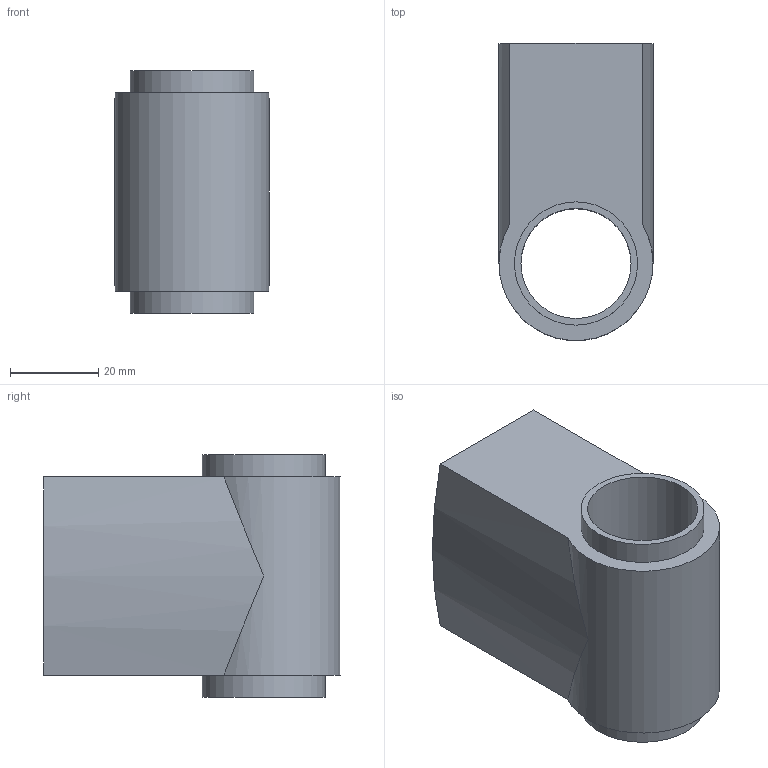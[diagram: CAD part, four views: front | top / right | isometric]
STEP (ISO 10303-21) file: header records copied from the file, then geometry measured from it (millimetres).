
FILE_DESCRIPTION(/* description */ ('STEP AP214'),/* implementation_level */ '2;1');
FILE_NAME(/* name */ '67f7220fb2acff2e7002c78c',/* time_stamp */ '2025-04-10T01:42:40Z',/* author */ (''),/* organization */ (''),/* preprocessor_version */ 'ST-DEVELOPER v20',/* originating_system */ 'ONSHAPE BY PTC INC, 1.196',/* authorisation */ ' ');
FILE_SCHEMA (('AUTOMOTIVE_DESIGN {1 0 10303 214 3 1 1}'));
Length unit declared in the file: metre
Products named in the file (1): End_Effector
Bounding box: 35 x 67.44 x 55 mm (x, y, z)
Volume: 70744 mm3; surface area: 17417.1 mm2
Topology: 1 solids, 1 shells, 16 faces, 36 edges, 25 vertices
Faces by surface type: plane 10, cylinder 6
Full cylindrical faces by diameter (mm): 25 x1, 28 x2
Entity records: 476 total; most frequent: CARTESIAN_POINT 93, DIRECTION 72, ORIENTED_EDGE 64, EDGE_CURVE 32, AXIS2_PLACEMENT_3D 27, VERTEX_POINT 24, EDGE_LOOP 24, FACE_BOUND 24
